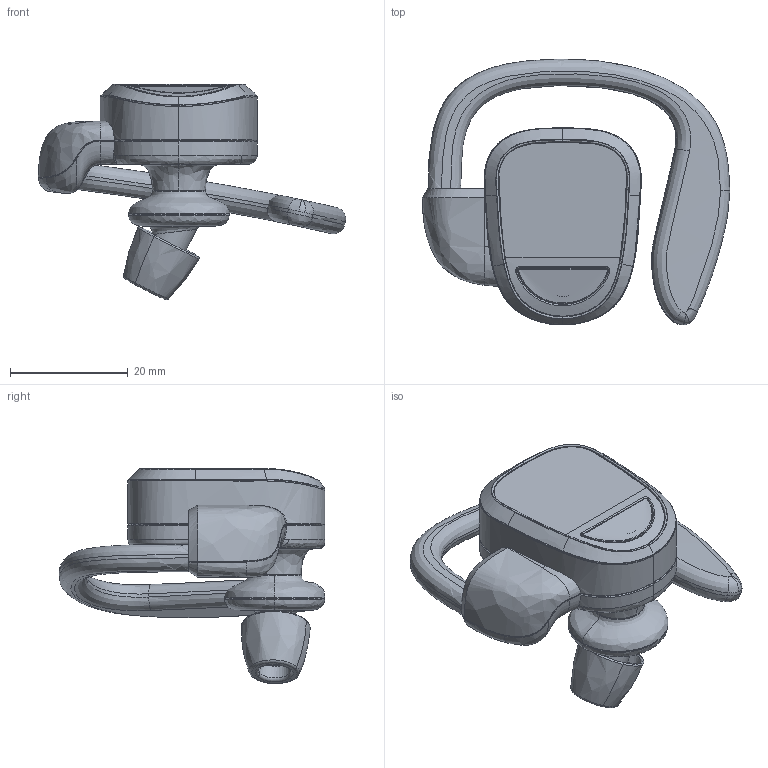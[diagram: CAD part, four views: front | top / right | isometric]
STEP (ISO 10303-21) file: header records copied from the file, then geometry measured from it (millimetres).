
FILE_DESCRIPTION (( 'STEP AP203' ), '1' );
FILE_NAME ('left earbud asm 7 June 2015.STEP', '2015-06-08T04:53:05', ( '' ), ( '' ), 'SwSTEP 2.0', 'SolidWorks 2013', '' );
FILE_SCHEMA (( 'CONFIG_CONTROL_DESIGN' ));
Length unit declared in the file: millimetre
Products named in the file (25): Stock-left earbud11May2015-13-1; Stock-left earbud11May2015-5-1; Stock-left earbud11May2015-8-1; Stock-left earbud11May2015-2-1; Stock-left earbud11May2015-6-1; Stock-left earbud11May2015-1-1; Stock-left earbud11May2015-15-1; Stock-left earbud11May2015-20-1; Stock-left earbud11May2015-21-1; Stock-left earbud11May2015-9-1; Stock-left earbud11May2015-24-1; Stock-left earbud11May2015-4-1; left earbud asm 7 June 2015; Stock-left earbud11May2015-23-1; Stock-left earbud11May2015-3-1; Stock-left earbud11May2015-14-1; Stock-left earbud11May2015-22-1; Stock-left earbud11May2015-11-1; Stock-left earbud11May2015-16-1; Stock-left earbud11May2015-7-1; Stock-left earbud11May2015-18-1; Stock-left earbud11May2015-19-1; Stock-left earbud11May2015-12-1; Stock-left earbud11May2015-17-1; Stock-left earbud11May2015-10-1
Assembly tree (24 placements, depth 2):
  left earbud asm 7 June 2015
    Stock-left earbud11May2015-13-1
    Stock-left earbud11May2015-21-1
    Stock-left earbud11May2015-20-1
    Stock-left earbud11May2015-12-1
    Stock-left earbud11May2015-11-1
    Stock-left earbud11May2015-19-1
    Stock-left earbud11May2015-9-1
    Stock-left earbud11May2015-10-1
    Stock-left earbud11May2015-2-1
    Stock-left earbud11May2015-1-1
    Stock-left earbud11May2015-14-1
    Stock-left earbud11May2015-18-1
    Stock-left earbud11May2015-17-1
    Stock-left earbud11May2015-4-1
    Stock-left earbud11May2015-8-1
    Stock-left earbud11May2015-7-1
    Stock-left earbud11May2015-22-1
    Stock-left earbud11May2015-6-1
    Stock-left earbud11May2015-3-1
    Stock-left earbud11May2015-24-1
    Stock-left earbud11May2015-23-1
    Stock-left earbud11May2015-16-1
    Stock-left earbud11May2015-15-1
    Stock-left earbud11May2015-5-1
Bounding box: 52.11 x 45.1 x 36.52 mm (x, y, z)
Volume: 10428.4 mm3; surface area: 19511.2 mm2
Topology: 24 solids, 24 shells, 2174 faces, 5827 edges, 3836 vertices
Faces by surface type: plane 1266, cylinder 528, bspline 332, torus 36, cone 12
Entity records: 135541 total; most frequent: CARTESIAN_POINT 80317, ORIENTED_EDGE 11644, DIRECTION 9764, EDGE_CURVE 5822, VERTEX_POINT 3836, VECTOR 3772, LINE 3772, AXIS2_PLACEMENT_3D 2996
